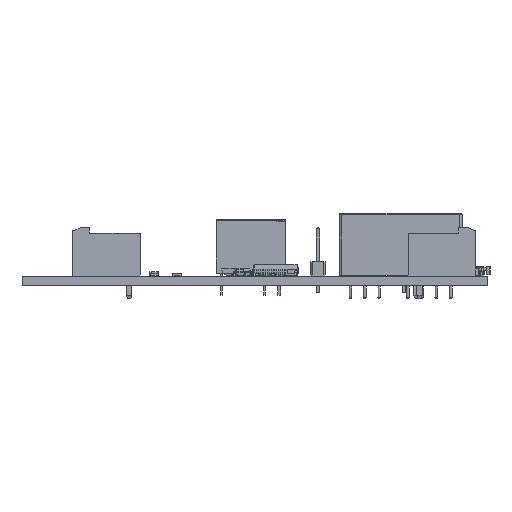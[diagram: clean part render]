
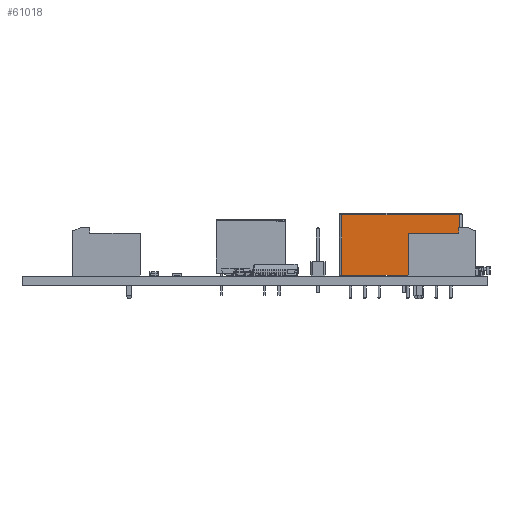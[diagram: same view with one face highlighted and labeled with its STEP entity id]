
A CAD part, front view. The second image highlights one B-rep face of the part: STEP entity #61018.
In plain terms, the highlighted planar face has unit normal (0, -1, 0).
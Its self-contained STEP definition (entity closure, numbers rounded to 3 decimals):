
#60783 = VERTEX_POINT('',#60784);
#60784 = CARTESIAN_POINT('',(19.34,-6.,0.1));
#60791 = EDGE_CURVE('',#60783,#60792,#60794,.T.);
#60792 = VERTEX_POINT('',#60793);
#60793 = CARTESIAN_POINT('',(-1.54,-6.,0.1));
#60794 = LINE('',#60795,#60796);
#60795 = CARTESIAN_POINT('',(19.8,-6.,0.1));
#60796 = VECTOR('',#60797,1.);
#60797 = DIRECTION('',(-1.,0.,0.));
#60973 = EDGE_CURVE('',#60783,#60974,#60976,.T.);
#60974 = VERTEX_POINT('',#60975);
#60975 = CARTESIAN_POINT('',(19.34,-6.,10.87));
#60976 = LINE('',#60977,#60978);
#60977 = CARTESIAN_POINT('',(19.34,-6.,0.1));
#60978 = VECTOR('',#60979,1.);
#60979 = DIRECTION('',(0.,0.,1.));
#61018 = ADVANCED_FACE('',(#61019),#61037,.T.);
#61019 = FACE_BOUND('',#61020,.T.);
#61020 = EDGE_LOOP('',(#61021,#61022,#61030,#61036));
#61021 = ORIENTED_EDGE('',*,*,#60973,.T.);
#61022 = ORIENTED_EDGE('',*,*,#61023,.T.);
#61023 = EDGE_CURVE('',#60974,#61024,#61026,.T.);
#61024 = VERTEX_POINT('',#61025);
#61025 = CARTESIAN_POINT('',(-1.54,-6.,10.87));
#61026 = LINE('',#61027,#61028);
#61027 = CARTESIAN_POINT('',(19.34,-6.,10.87));
#61028 = VECTOR('',#61029,1.);
#61029 = DIRECTION('',(-1.,0.,0.));
#61030 = ORIENTED_EDGE('',*,*,#61031,.F.);
#61031 = EDGE_CURVE('',#60792,#61024,#61032,.T.);
#61032 = LINE('',#61033,#61034);
#61033 = CARTESIAN_POINT('',(-1.54,-6.,0.1));
#61034 = VECTOR('',#61035,1.);
#61035 = DIRECTION('',(0.,0.,1.));
#61036 = ORIENTED_EDGE('',*,*,#60791,.F.);
#61037 = PLANE('',#61038);
#61038 = AXIS2_PLACEMENT_3D('',#61039,#61040,#61041);
#61039 = CARTESIAN_POINT('',(19.8,-6.,0.1));
#61040 = DIRECTION('',(0.,-1.,0.));
#61041 = DIRECTION('',(-1.,0.,0.));
